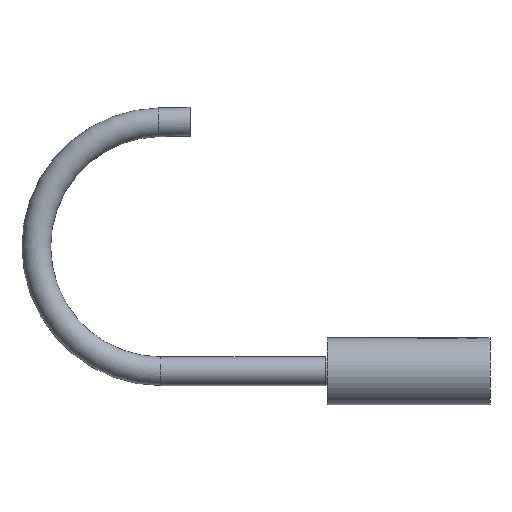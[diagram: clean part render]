
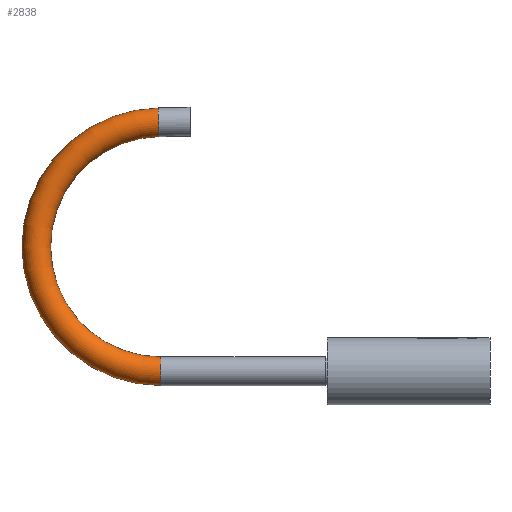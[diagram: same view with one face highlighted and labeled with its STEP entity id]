
A CAD part, left-side view. The second image highlights one B-rep face of the part: STEP entity #2838.
In plain terms, the highlighted toroidal (fillet/blend) face has major radius 82.5 mm and minor radius 9.5 mm.
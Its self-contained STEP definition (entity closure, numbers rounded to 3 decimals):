
#346 = CARTESIAN_POINT ( 'NONE',  ( 0., 109., 82.5 ) ) ;
#780 = DIRECTION ( 'NONE',  ( 0., 1., 0. ) ) ;
#822 = DIRECTION ( 'NONE',  ( 0., 0., 1. ) ) ;
#1155 = AXIS2_PLACEMENT_3D ( 'NONE', #4077, #6263, #3526 ) ;
#1176 = FACE_OUTER_BOUND ( 'NONE', #4338, .T. ) ;
#1181 = CARTESIAN_POINT ( 'NONE',  ( 0., 110.606, 174.486 ) ) ;
#1310 = AXIS2_PLACEMENT_3D ( 'NONE', #346, #1772, #8921 ) ;
#1772 = DIRECTION ( 'NONE',  ( 1., 0., 0. ) ) ;
#1825 = DIRECTION ( 'NONE',  ( 1., 0., 0. ) ) ;
#2068 = CARTESIAN_POINT ( 'NONE',  ( 0., 109., 0. ) ) ;
#2090 = CARTESIAN_POINT ( 'NONE',  ( 0., 109., -9.5 ) ) ;
#2625 = EDGE_CURVE ( 'NONE', #8320, #5184, #8624, .T. ) ;
#2699 = CARTESIAN_POINT ( 'NONE',  ( 0., 110.274, 155.489 ) ) ;
#2752 = TOROIDAL_SURFACE ( 'NONE', #1310, 82.5, 9.5 ) ;
#2759 = DIRECTION ( 'NONE',  ( 0., -0.017, -1. ) ) ;
#2838 = ADVANCED_FACE ( 'NONE', ( #1176 ), #2752, .T. ) ;
#3174 = ORIENTED_EDGE ( 'NONE', *, *, #4344, .F. ) ;
#3312 = ORIENTED_EDGE ( 'NONE', *, *, #8569, .F. ) ;
#3497 = DIRECTION ( 'NONE',  ( 0., -1., 0.017 ) ) ;
#3526 = DIRECTION ( 'NONE',  ( 0., 0., -1. ) ) ;
#3651 = CIRCLE ( 'NONE', #1155, 73. ) ;
#3950 = CARTESIAN_POINT ( 'NONE',  ( 0., 109., 82.5 ) ) ;
#4077 = CARTESIAN_POINT ( 'NONE',  ( 0., 109., 82.5 ) ) ;
#4338 = EDGE_LOOP ( 'NONE', ( #3312, #7472, #4884, #3174 ) ) ;
#4344 = EDGE_CURVE ( 'NONE', #5246, #5241, #8174, .T. ) ;
#4884 = ORIENTED_EDGE ( 'NONE', *, *, #5381, .T. ) ;
#4903 = CIRCLE ( 'NONE', #7959, 92. ) ;
#5184 = VERTEX_POINT ( 'NONE', #8786 ) ;
#5241 = VERTEX_POINT ( 'NONE', #2699 ) ;
#5246 = VERTEX_POINT ( 'NONE', #1181 ) ;
#5381 = EDGE_CURVE ( 'NONE', #5184, #5241, #3651, .T. ) ;
#6043 = DIRECTION ( 'NONE',  ( 0., 0., -1. ) ) ;
#6263 = DIRECTION ( 'NONE',  ( 1., 0., 0. ) ) ;
#6999 = AXIS2_PLACEMENT_3D ( 'NONE', #7792, #3497, #2759 ) ;
#7442 = AXIS2_PLACEMENT_3D ( 'NONE', #2068, #780, #822 ) ;
#7472 = ORIENTED_EDGE ( 'NONE', *, *, #2625, .T. ) ;
#7792 = CARTESIAN_POINT ( 'NONE',  ( 0., 110.44, 164.987 ) ) ;
#7959 = AXIS2_PLACEMENT_3D ( 'NONE', #3950, #1825, #6043 ) ;
#8174 = CIRCLE ( 'NONE', #6999, 9.5 ) ;
#8320 = VERTEX_POINT ( 'NONE', #2090 ) ;
#8569 = EDGE_CURVE ( 'NONE', #8320, #5246, #4903, .T. ) ;
#8624 = CIRCLE ( 'NONE', #7442, 9.5 ) ;
#8786 = CARTESIAN_POINT ( 'NONE',  ( 0., 109., 9.5 ) ) ;
#8921 = DIRECTION ( 'NONE',  ( 0., 0., -1. ) ) ;
